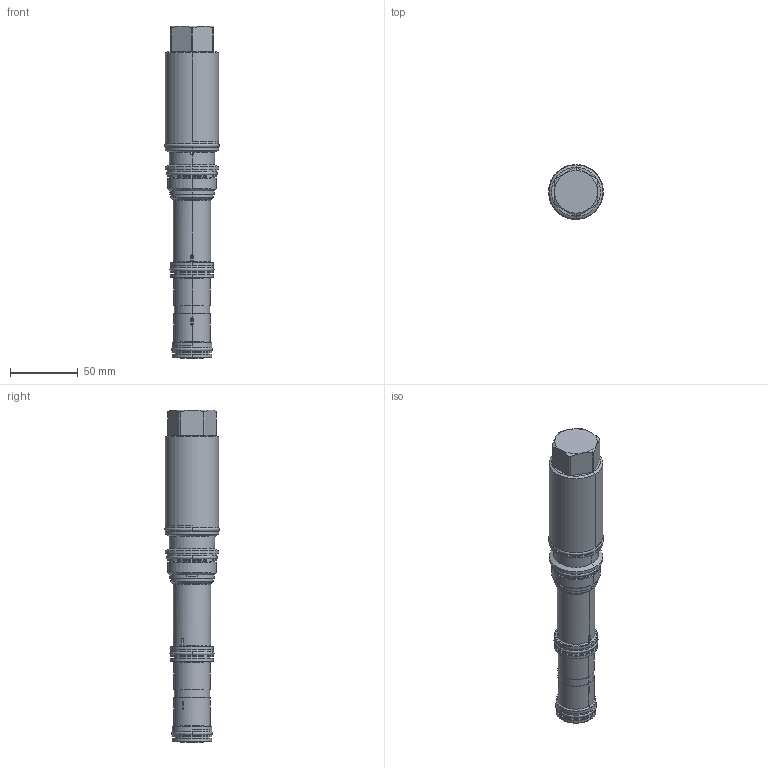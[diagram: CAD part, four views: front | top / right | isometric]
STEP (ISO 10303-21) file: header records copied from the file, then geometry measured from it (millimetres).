
FILE_DESCRIPTION((''),'2;1');
FILE_NAME('FTEA-XCN_PRT','2013-09-04T',('Administrator'),(''),'PRO/ENGINEER BY PARAMETRIC TECHNOLOGY CORPORATION, 2006240','PRO/ENGINEER BY PARAMETRIC TECHNOLOGY CORPORATION, 2006240','');
FILE_SCHEMA(('CONFIG_CONTROL_DESIGN'));
Length unit declared in the file: inch
Products named in the file (1): FTEA-XCN_PRT
Bounding box: 40.36 x 40.35 x 244.47 mm (x, y, z)
Volume: 207090.1 mm3; surface area: 40600.1 mm2
Topology: 5 solids, 7 shells, 375 faces, 930 edges, 589 vertices
Faces by surface type: cylinder 140, plane 111, torus 74, cone 34, revolution 16
Entity records: 13446 total; most frequent: CARTESIAN_POINT 4479, DIRECTION 1899, ORIENTED_EDGE 1860, EDGE_CURVE 930, AXIS2_PLACEMENT_3D 780, VERTEX_POINT 589, CIRCLE 421, EDGE_LOOP 407
